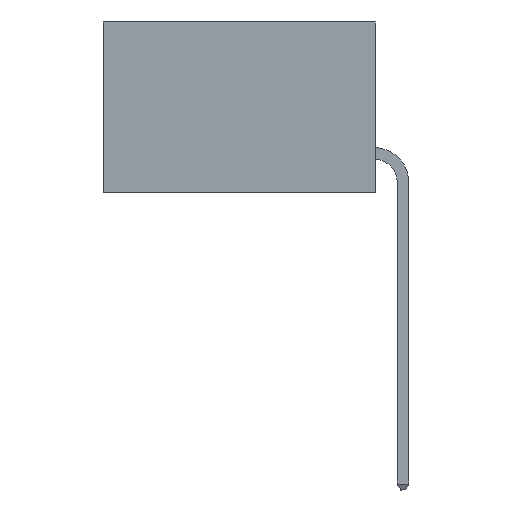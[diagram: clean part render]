
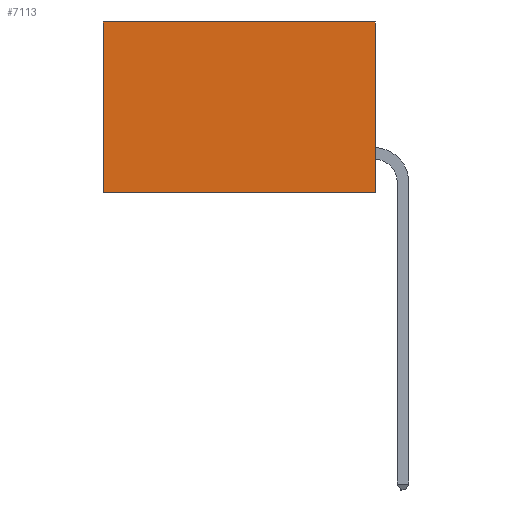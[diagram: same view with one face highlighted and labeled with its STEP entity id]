
A CAD part, left-side view. The second image highlights one B-rep face of the part: STEP entity #7113.
In plain terms, the highlighted planar face has unit normal (-1, 0, 0).
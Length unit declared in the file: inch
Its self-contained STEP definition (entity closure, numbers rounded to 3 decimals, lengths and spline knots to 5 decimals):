
#83 = DIRECTION ( 'NONE',  ( 0., 0., -1. ) ) ;
#522 = CARTESIAN_POINT ( 'NONE',  ( 0.277, 0., -0.37 ) ) ;
#719 = EDGE_CURVE ( 'NONE', #10392, #19067, #5050, .T. ) ;
#2318 = CARTESIAN_POINT ( 'NONE',  ( 0.277, 0., -0.37 ) ) ;
#2634 = ORIENTED_EDGE ( 'NONE', *, *, #719, .F. ) ;
#2635 = DIRECTION ( 'NONE',  ( 1., 0., 0. ) ) ;
#2672 = EDGE_LOOP ( 'NONE', ( #25523, #2634, #17675, #18051 ) ) ;
#2770 = CARTESIAN_POINT ( 'NONE',  ( 0.277, 0.59, -0.37 ) ) ;
#3465 = EDGE_CURVE ( 'NONE', #5736, #23839, #22733, .T. ) ;
#4289 = CARTESIAN_POINT ( 'NONE',  ( 0.277, 0., 0. ) ) ;
#5050 = LINE ( 'NONE', #18722, #20280 ) ;
#5736 = VERTEX_POINT ( 'NONE', #4289 ) ;
#6503 = CARTESIAN_POINT ( 'NONE',  ( 0.277, 0.59, 0. ) ) ;
#7113 = ADVANCED_FACE ( 'NONE', ( #22571 ), #12641, .F. ) ;
#8051 = VECTOR ( 'NONE', #83, 39.37008 ) ;
#8685 = LINE ( 'NONE', #14259, #8051 ) ;
#10392 = VERTEX_POINT ( 'NONE', #2318 ) ;
#10838 = CARTESIAN_POINT ( 'NONE',  ( 0.277, 0.59, -0.37 ) ) ;
#12641 = PLANE ( 'NONE',  #21126 ) ;
#12893 = VECTOR ( 'NONE', #17870, 39.37008 ) ;
#14259 = CARTESIAN_POINT ( 'NONE',  ( 0.277, 0., -0.37 ) ) ;
#15638 = EDGE_CURVE ( 'NONE', #23839, #19067, #19548, .T. ) ;
#16628 = DIRECTION ( 'NONE',  ( 0., 0., -1. ) ) ;
#16974 = EDGE_CURVE ( 'NONE', #5736, #10392, #8685, .T. ) ;
#17675 = ORIENTED_EDGE ( 'NONE', *, *, #16974, .F. ) ;
#17870 = DIRECTION ( 'NONE',  ( 0., 1., 0. ) ) ;
#18051 = ORIENTED_EDGE ( 'NONE', *, *, #3465, .T. ) ;
#18722 = CARTESIAN_POINT ( 'NONE',  ( 0.277, 0., -0.37 ) ) ;
#18893 = DIRECTION ( 'NONE',  ( 0., 1., 0. ) ) ;
#18928 = VECTOR ( 'NONE', #23014, 39.37008 ) ;
#19067 = VERTEX_POINT ( 'NONE', #10838 ) ;
#19548 = LINE ( 'NONE', #2770, #18928 ) ;
#19842 = CARTESIAN_POINT ( 'NONE',  ( 0.277, 0., 0. ) ) ;
#20280 = VECTOR ( 'NONE', #18893, 39.37008 ) ;
#21126 = AXIS2_PLACEMENT_3D ( 'NONE', #522, #2635, #16628 ) ;
#22571 = FACE_OUTER_BOUND ( 'NONE', #2672, .T. ) ;
#22733 = LINE ( 'NONE', #19842, #12893 ) ;
#23014 = DIRECTION ( 'NONE',  ( 0., 0., -1. ) ) ;
#23839 = VERTEX_POINT ( 'NONE', #6503 ) ;
#25523 = ORIENTED_EDGE ( 'NONE', *, *, #15638, .T. ) ;
